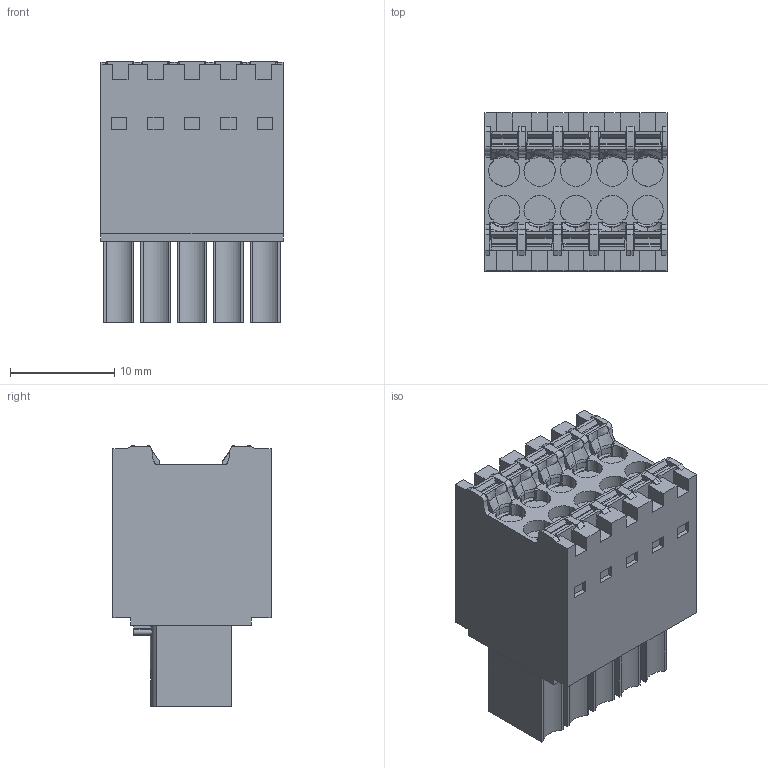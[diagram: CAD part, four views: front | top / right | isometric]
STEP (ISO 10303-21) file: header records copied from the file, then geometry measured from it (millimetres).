
FILE_DESCRIPTION(('CATIA V5 STEP','CAx-IF Rec.Pracs.--- Model Styling and Organization---1.4--- 2014-01-23'),'2;1');
FILE_NAME ('D1450422_1', '2023-08-22T06:44:44+00:00', ('none'), ('Weidmueller'), 'CATIA Version 5-6 Release 2016 SP3 HF44', 'CATIA V5 STEP AP214', 'none');
FILE_SCHEMA(('AUTOMOTIVE_DESIGN { 1 0 10303 214 1 1 1 1 }'));
Length unit declared in the file: millimetre
Products named in the file (1): 1277310000
Bounding box: 17.5 x 15.2 x 25.05 mm (x, y, z)
Volume: 4881.1 mm3; surface area: 3388.7 mm2
Topology: 11 solids, 11 shells, 710 faces, 2058 edges, 1395 vertices
Faces by surface type: plane 467, cylinder 91, torus 59, extrusion 53, cone 20, bspline 20
Entity records: 24753 total; most frequent: CARTESIAN_POINT 7664, ORIENTED_EDGE 4116, DIRECTION 2557, EDGE_CURVE 2058, VECTOR 1501, LINE 1448, VERTEX_POINT 1395, EDGE_LOOP 735
